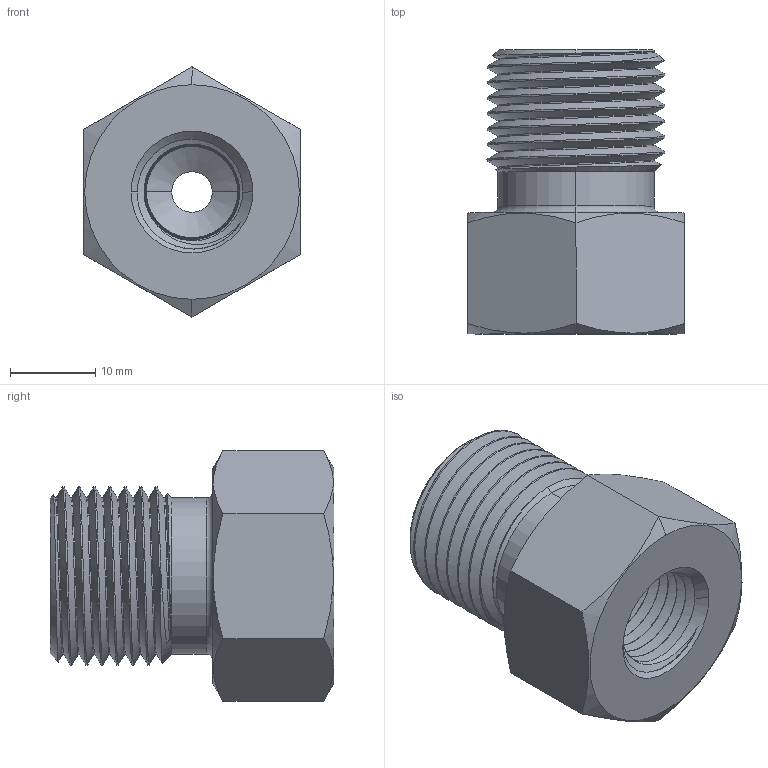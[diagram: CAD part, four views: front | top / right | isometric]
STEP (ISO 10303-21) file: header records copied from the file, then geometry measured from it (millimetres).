
FILE_DESCRIPTION (( 'STEP AP203' ), '1' );
FILE_NAME ('AD-320MCH-4FNPT.STEP', '2025-07-30T16:33:19', ( '' ), ( '' ), 'SwSTEP 2.0', 'SolidWorks 2018', '' );
FILE_SCHEMA (( 'CONFIG_CONTROL_DESIGN' ));
Length unit declared in the file: inch
Products named in the file (1): AD-320MCH-4FNPT
Bounding box: 25.4 x 33.27 x 29.33 mm (x, y, z)
Volume: 11099.5 mm3; surface area: 5296.7 mm2
Topology: 1 solids, 1 shells, 131 faces, 355 edges, 232 vertices
Faces by surface type: cylinder 40, bspline 34, cone 31, plane 24, torus 2
Entity records: 10771 total; most frequent: CARTESIAN_POINT 7887, ORIENTED_EDGE 710, DIRECTION 404, EDGE_CURVE 355, VERTEX_POINT 232, EDGE_LOOP 139, AXIS2_PLACEMENT_3D 135, VECTOR 134
